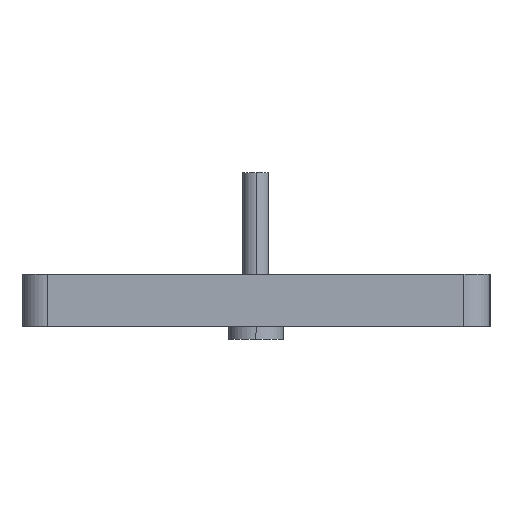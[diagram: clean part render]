
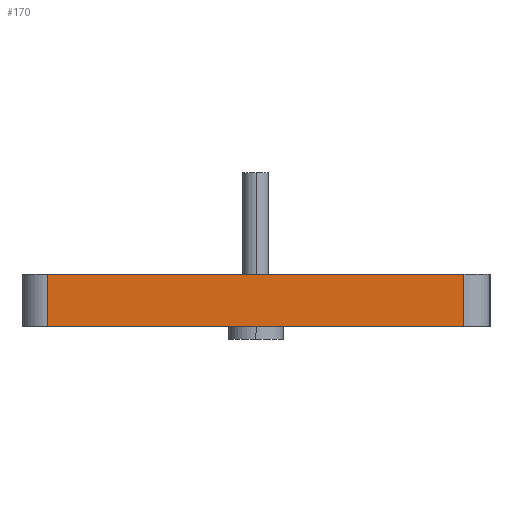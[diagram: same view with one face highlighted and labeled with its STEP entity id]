
A CAD part, left-side view. The second image highlights one B-rep face of the part: STEP entity #170.
In plain terms, the highlighted planar face has unit normal (-1, 0, 0).
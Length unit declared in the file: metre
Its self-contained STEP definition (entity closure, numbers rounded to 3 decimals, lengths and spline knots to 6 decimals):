
#170=ADVANCED_FACE('0:51',(#329),#330,.T.);
#329=FACE_OUTER_BOUND('',#508,.T.);
#330=PLANE('',#509);
#508=EDGE_LOOP('',(#727,#728,#729,#730));
#509=AXIS2_PLACEMENT_3D('',#731,#732,#733);
#727=ORIENTED_EDGE('',*,*,#1110,.T.);
#728=ORIENTED_EDGE('',*,*,#1098,.T.);
#729=ORIENTED_EDGE('',*,*,#1101,.T.);
#730=ORIENTED_EDGE('',*,*,#1089,.T.);
#731=CARTESIAN_POINT('',(-0.04,0.0,-0.002));
#732=DIRECTION('',(-1.0,0.0,0.0));
#733=DIRECTION('',(0.0,0.0,1.0));
#1089=EDGE_CURVE('0:90',#1272,#1269,#1273,.F.);
#1098=EDGE_CURVE('0:111',#1281,#1285,#1287,.T.);
#1101=EDGE_CURVE('0:117',#1285,#1272,#1290,.T.);
#1110=EDGE_CURVE('0:138',#1269,#1281,#1302,.T.);
#1269=VERTEX_POINT('',#1512);
#1272=VERTEX_POINT('',#1515);
#1273=LINE('',#1516,#1517);
#1281=VERTEX_POINT('',#1526);
#1285=VERTEX_POINT('',#1531);
#1287=LINE('',#1533,#1534);
#1290=LINE('',#1537,#1538);
#1302=LINE('',#1555,#1556);
#1512=CARTESIAN_POINT('',(-0.04,0.008,-0.002));
#1515=CARTESIAN_POINT('',(-0.04,0.008,0.0));
#1516=CARTESIAN_POINT('',(-0.04,0.008,-0.002));
#1517=VECTOR('',#1794,1.0);
#1526=CARTESIAN_POINT('',(-0.04,-0.008,-0.002));
#1531=CARTESIAN_POINT('',(-0.04,-0.008,0.0));
#1533=CARTESIAN_POINT('',(-0.04,-0.008,-0.002));
#1534=VECTOR('',#1809,1.0);
#1537=CARTESIAN_POINT('',(-0.04,0.0,0.0));
#1538=VECTOR('',#1813,1.0);
#1555=CARTESIAN_POINT('',(-0.04,0.0,-0.002));
#1556=VECTOR('',#1822,1.0);
#1794=DIRECTION('',(0.0,0.0,1.0));
#1809=DIRECTION('',(0.0,0.0,1.0));
#1813=DIRECTION('',(0.0,1.0,0.0));
#1822=DIRECTION('',(0.0,-1.0,0.0));
